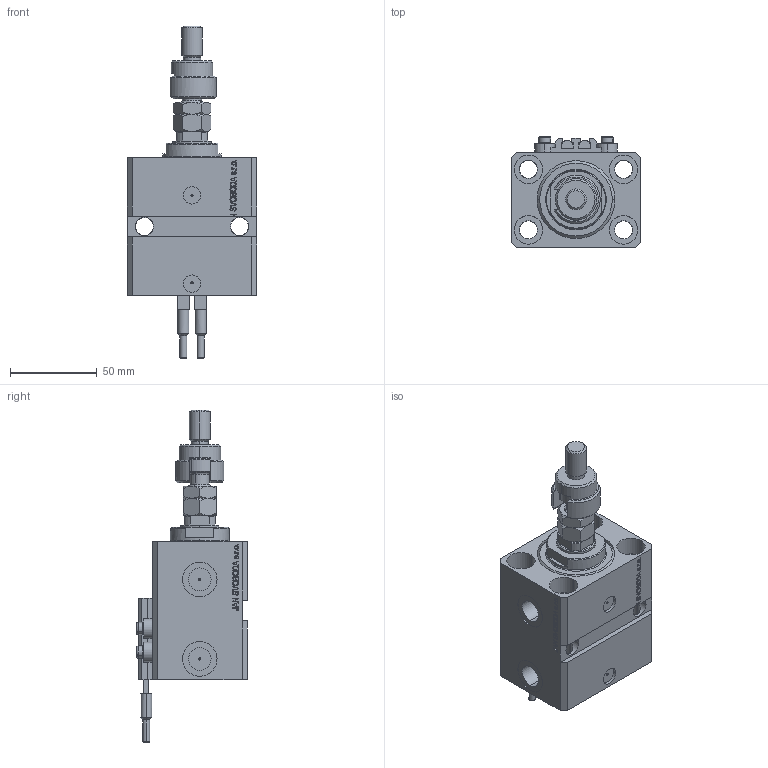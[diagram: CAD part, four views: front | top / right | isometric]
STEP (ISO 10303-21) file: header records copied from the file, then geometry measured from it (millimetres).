
FILE_DESCRIPTION (( 'STEP AP203' ), '1' );
FILE_NAME ('31b0.STEP', '2022-04-09T14:13:36', ( '' ), ( '' ), 'SwSTEP 2.0', 'SolidWorks 2019', '' );
FILE_SCHEMA (( 'CONFIG_CONTROL_DESIGN' ));
Length unit declared in the file: millimetre
Products named in the file (9): SWITCH_V250CE 8f37bf6ed2a9b5a2efb578a0cb7af515; FEMALE_PART_FOR_DFA 8f37bf6ed2a9b5a2efb578a0cb7af515; DFA 8f37bf6ed2a9b5a2efb578a0cb7af515; V250CE_E_Body 8f37bf6ed2a9b5a2efb578a0cb7af515; V250CE_C_VCP 8f37bf6ed2a9b5a2efb578a0cb7af515; 31b0; ALLEN BOLT V250CE 8f37bf6ed2a9b5a2efb578a0cb7af515; MFA 8f37bf6ed2a9b5a2efb578a0cb7af515; V250CE_VC_E 8f37bf6ed2a9b5a2efb578a0cb7af515
Assembly tree (12 placements, depth 3):
  31b0
    V250CE_E_Body 8f37bf6ed2a9b5a2efb578a0cb7af515
    ALLEN BOLT V250CE 8f37bf6ed2a9b5a2efb578a0cb7af515  x4
    V250CE_C_VCP 8f37bf6ed2a9b5a2efb578a0cb7af515
    V250CE_VC_E 8f37bf6ed2a9b5a2efb578a0cb7af515
    DFA 8f37bf6ed2a9b5a2efb578a0cb7af515
      FEMALE_PART_FOR_DFA 8f37bf6ed2a9b5a2efb578a0cb7af515
      MFA 8f37bf6ed2a9b5a2efb578a0cb7af515
    SWITCH_V250CE 8f37bf6ed2a9b5a2efb578a0cb7af515  x2
Bounding box: 75 x 64 x 191.9 mm (x, y, z)
Volume: 301713.2 mm3; surface area: 88060.7 mm2
Topology: 12 solids, 12 shells, 1217 faces, 2994 edges, 1919 vertices
Faces by surface type: plane 578, bspline 354, cylinder 163, cone 100, torus 22
Entity records: 50986 total; most frequent: CARTESIAN_POINT 25651, ORIENTED_EDGE 5570, DIRECTION 3869, EDGE_CURVE 2785, VERTEX_POINT 1805, VECTOR 1623, LINE 1623, EDGE_LOOP 1256
